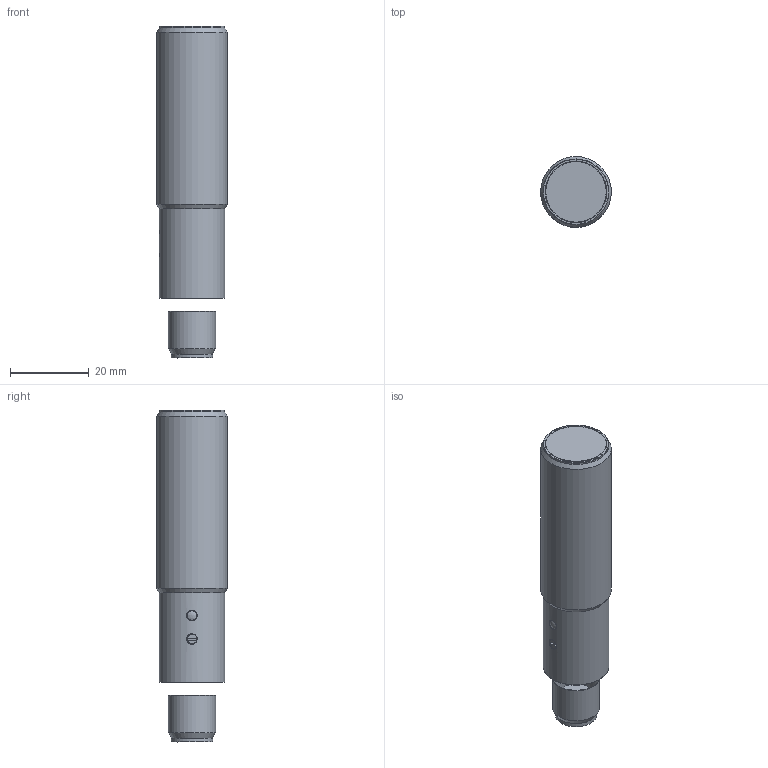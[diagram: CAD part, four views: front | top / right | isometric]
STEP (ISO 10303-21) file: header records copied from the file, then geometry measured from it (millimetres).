
FILE_DESCRIPTION(/* description */ (''),/* implementation_level */ '2;1');
FILE_NAME(/* name */ 'CA18CLF0xxxM6.stp',/* time_stamp */ '2020-03-27T11:10:59+01:00',/* author */ ('tvb'),/* organization */ (''),/* preprocessor_version */ 'ST-DEVELOPER v18',/* originating_system */ 'Autodesk Inventor 2020',/* authorisation */ '');
FILE_SCHEMA (('AUTOMOTIVE_DESIGN { 1 0 10303 214 3 1 1 }'));
Length unit declared in the file: millimetre
Products named in the file (1): CA18CLF0xxxM6
Bounding box: 18 x 18 x 84.5 mm (x, y, z)
Volume: 18318.6 mm3; surface area: 5094 mm2
Topology: 1 solids, 2 shells, 50 faces, 120 edges, 85 vertices
Faces by surface type: cylinder 23, plane 18, torus 4, cone 4, sphere 1
Full cylindrical faces by diameter (mm): 1 x3, 1.5 x1, 2.4 x2, 2.7 x2, 10.5 x1, 12 x1, 15.4 x1, 15.5 x1, 16.75 x2, 18 x1
Entity records: 1944 total; most frequent: CARTESIAN_POINT 658, DIRECTION 269, ORIENTED_EDGE 240, EDGE_CURVE 120, AXIS2_PLACEMENT_3D 113, VERTEX_POINT 85, CIRCLE 62, EDGE_LOOP 61
